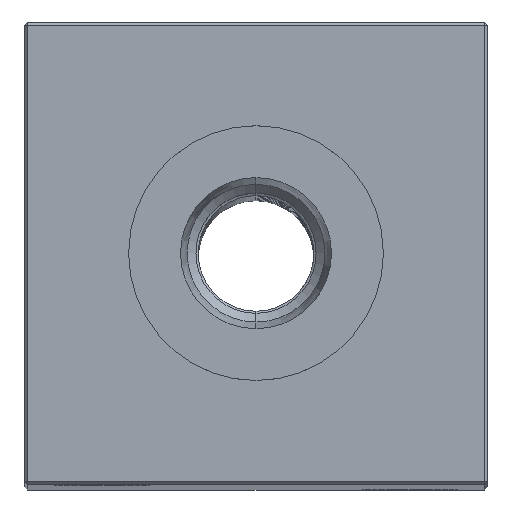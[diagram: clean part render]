
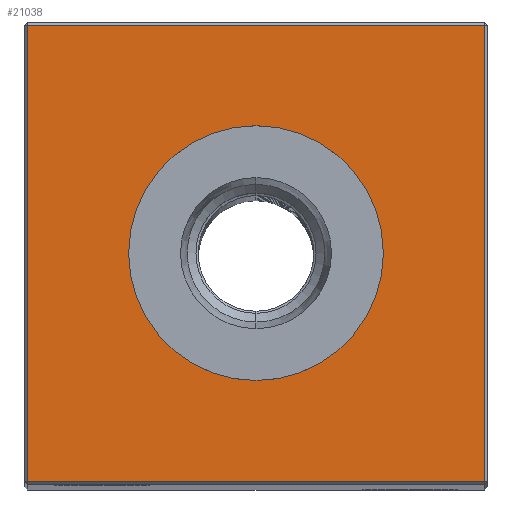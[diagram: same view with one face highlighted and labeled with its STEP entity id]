
A CAD part, top view. The second image highlights one B-rep face of the part: STEP entity #21038.
In plain terms, the highlighted planar face has unit normal (0, 0, 1).
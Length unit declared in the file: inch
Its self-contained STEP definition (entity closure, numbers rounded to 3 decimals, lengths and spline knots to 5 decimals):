
#87 = CARTESIAN_POINT ( 'NONE',  ( 0.74, 0.74, 10.75 ) ) ;
#606 = CARTESIAN_POINT ( 'NONE',  ( 0., -0.41339, 10.75 ) ) ;
#635 = LINE ( 'NONE', #14444, #7997 ) ;
#838 = ORIENTED_EDGE ( 'NONE', *, *, #21769, .T. ) ;
#1008 = DIRECTION ( 'NONE',  ( 0., -1., 0. ) ) ;
#1234 = CARTESIAN_POINT ( 'NONE',  ( 0., 0., 10.75 ) ) ;
#2889 = CARTESIAN_POINT ( 'NONE',  ( 0.74, 0., 10.75 ) ) ;
#2924 = PLANE ( 'NONE',  #21567 ) ;
#3698 = EDGE_LOOP ( 'NONE', ( #7482, #10491 ) ) ;
#4688 = VERTEX_POINT ( 'NONE', #15417 ) ;
#4804 = DIRECTION ( 'NONE',  ( -1., 0., 0. ) ) ;
#4845 = EDGE_LOOP ( 'NONE', ( #5525, #24511, #19594, #838 ) ) ;
#5525 = ORIENTED_EDGE ( 'NONE', *, *, #11194, .T. ) ;
#5761 = VERTEX_POINT ( 'NONE', #22601 ) ;
#5975 = CIRCLE ( 'NONE', #24501, 0.41339 ) ;
#6201 = VECTOR ( 'NONE', #1008, 39.37008 ) ;
#7066 = DIRECTION ( 'NONE',  ( -1., 0., 0. ) ) ;
#7130 = EDGE_CURVE ( 'NONE', #5761, #11089, #17574, .T. ) ;
#7482 = ORIENTED_EDGE ( 'NONE', *, *, #8270, .T. ) ;
#7787 = AXIS2_PLACEMENT_3D ( 'NONE', #12609, #18803, #7066 ) ;
#7997 = VECTOR ( 'NONE', #20362, 39.37008 ) ;
#8270 = EDGE_CURVE ( 'NONE', #4688, #9147, #14379, .T. ) ;
#8372 = CARTESIAN_POINT ( 'NONE',  ( 0.74, -0.74, 10.75 ) ) ;
#8852 = DIRECTION ( 'NONE',  ( 0., 0., -1. ) ) ;
#9118 = LINE ( 'NONE', #16992, #6201 ) ;
#9147 = VERTEX_POINT ( 'NONE', #606 ) ;
#9706 = DIRECTION ( 'NONE',  ( 1., 0., 0. ) ) ;
#10143 = VECTOR ( 'NONE', #9706, 39.37008 ) ;
#10491 = ORIENTED_EDGE ( 'NONE', *, *, #23578, .T. ) ;
#10532 = FACE_BOUND ( 'NONE', #3698, .T. ) ;
#10853 = DIRECTION ( 'NONE',  ( 0., 0., -1. ) ) ;
#11089 = VERTEX_POINT ( 'NONE', #8372 ) ;
#11194 = EDGE_CURVE ( 'NONE', #11432, #5761, #9118, .T. ) ;
#11432 = VERTEX_POINT ( 'NONE', #23442 ) ;
#11863 = EDGE_CURVE ( 'NONE', #11089, #19057, #12962, .T. ) ;
#12609 = CARTESIAN_POINT ( 'NONE',  ( 0., 0., 10.75 ) ) ;
#12732 = DIRECTION ( 'NONE',  ( -1., 0., 0. ) ) ;
#12962 = LINE ( 'NONE', #2889, #14376 ) ;
#14376 = VECTOR ( 'NONE', #25053, 39.37008 ) ;
#14379 = CIRCLE ( 'NONE', #7787, 0.41339 ) ;
#14444 = CARTESIAN_POINT ( 'NONE',  ( 0., 0.74, 10.75 ) ) ;
#15417 = CARTESIAN_POINT ( 'NONE',  ( 0., 0.41339, 10.75 ) ) ;
#16530 = CARTESIAN_POINT ( 'NONE',  ( 0., 0., 10.75 ) ) ;
#16992 = CARTESIAN_POINT ( 'NONE',  ( -0.74, 0., 10.75 ) ) ;
#17574 = LINE ( 'NONE', #18914, #10143 ) ;
#18803 = DIRECTION ( 'NONE',  ( 0., 0., -1. ) ) ;
#18914 = CARTESIAN_POINT ( 'NONE',  ( 0., -0.74, 10.75 ) ) ;
#19057 = VERTEX_POINT ( 'NONE', #87 ) ;
#19594 = ORIENTED_EDGE ( 'NONE', *, *, #11863, .T. ) ;
#20362 = DIRECTION ( 'NONE',  ( -1., 0., 0. ) ) ;
#21038 = ADVANCED_FACE ( 'NONE', ( #23818, #10532 ), #2924, .F. ) ;
#21567 = AXIS2_PLACEMENT_3D ( 'NONE', #1234, #8852, #12732 ) ;
#21769 = EDGE_CURVE ( 'NONE', #19057, #11432, #635, .T. ) ;
#22601 = CARTESIAN_POINT ( 'NONE',  ( -0.74, -0.74, 10.75 ) ) ;
#23442 = CARTESIAN_POINT ( 'NONE',  ( -0.74, 0.74, 10.75 ) ) ;
#23578 = EDGE_CURVE ( 'NONE', #9147, #4688, #5975, .T. ) ;
#23818 = FACE_OUTER_BOUND ( 'NONE', #4845, .T. ) ;
#24501 = AXIS2_PLACEMENT_3D ( 'NONE', #16530, #10853, #4804 ) ;
#24511 = ORIENTED_EDGE ( 'NONE', *, *, #7130, .T. ) ;
#25053 = DIRECTION ( 'NONE',  ( 0., 1., 0. ) ) ;
